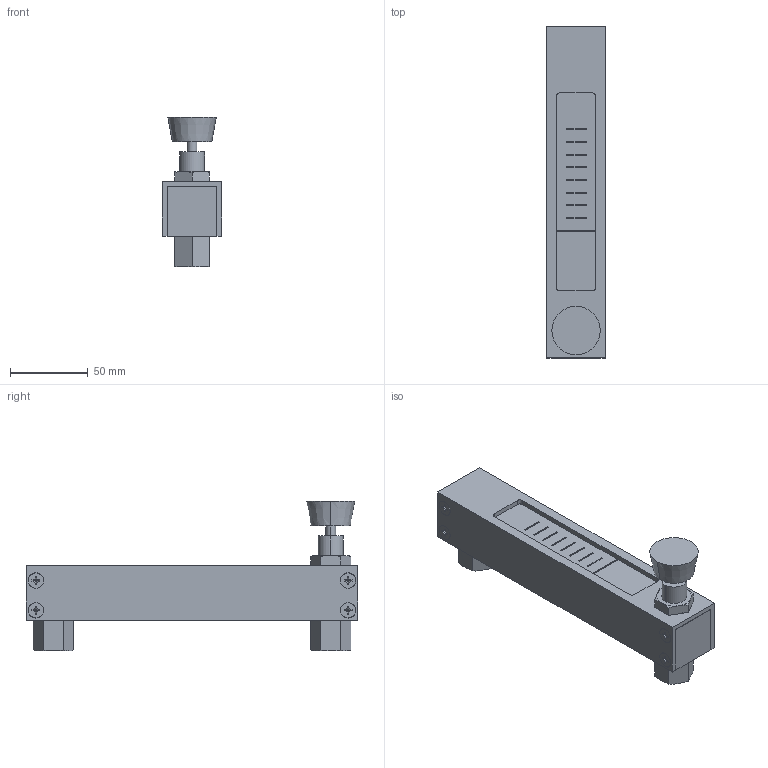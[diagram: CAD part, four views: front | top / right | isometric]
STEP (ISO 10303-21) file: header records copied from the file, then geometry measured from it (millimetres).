
FILE_DESCRIPTION((''),'2;1');
FILE_NAME('MA18J701A122_ASM','2019-09-17T10:11:41',('Dlachman'),('MATHESON TRI-GAS'),'CREO PARAMETRIC BY PTC INC, 2018260','CREO PARAMETRIC BY PTC INC, 2018260','');
FILE_SCHEMA(('CONFIG_CONTROL_DESIGN'));
Length unit declared in the file: inch
Products named in the file (17): MFRA-0064-AY; MFTG-0068-BO; MFTG-0069-BO; MCLO-0006-PV; MAAA-0002-BO; MRNS-0908-BU; MAAA-0102-BO_ASM; MSCR-0025-SD; MTBE-0400-GB; MVLV-0301-BO; MFLT-0002-SA; MSTO-0007-SA; MSTO-0006-SA; MRNS-0113-BU; MWIN-0003-PC_AF0; MWNA-0122-PC_ASM; MA18J701A122_ASM
Assembly tree (26 placements, depth 3):
  MA18J701A122_ASM
    MFRA-0064-AY
    MFTG-0068-BO
    MFTG-0069-BO
    MCLO-0006-PV  x2
    MAAA-0102-BO_ASM  x2
      MAAA-0002-BO
      MRNS-0908-BU
    MSCR-0025-SD  x8
    MTBE-0400-GB
    MVLV-0301-BO
    MFLT-0002-SA
    MSTO-0007-SA
    MSTO-0006-SA
    MRNS-0113-BU  x2
    MWNA-0122-PC_ASM
      MWIN-0003-PC_AF0
Bounding box: 38.1 x 212.78 x 95.94 mm (x, y, z)
Volume: 171319.2 mm3; surface area: 115732.9 mm2
Topology: 27 solids, 37 shells, 671 faces, 1633 edges, 882 vertices
Faces by surface type: plane 199, bspline 160, cylinder 151, cone 92, torus 69
Entity records: 13153 total; most frequent: CARTESIAN_POINT 2840, DIRECTION 2208, ORIENTED_EDGE 1900, EDGE_CURVE 970, AXIS2_PLACEMENT_3D 833, VERTEX_POINT 633, VECTOR 542, LINE 542
